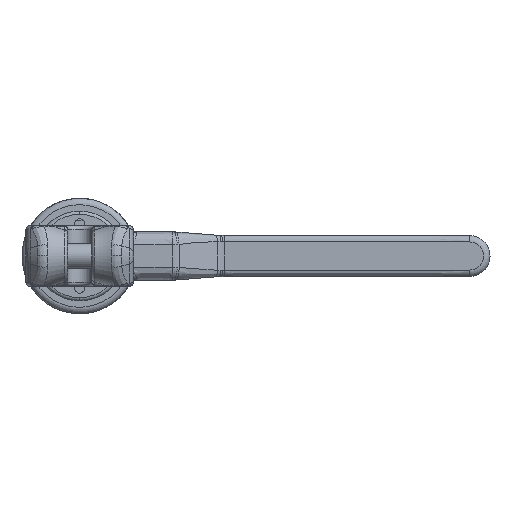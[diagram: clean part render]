
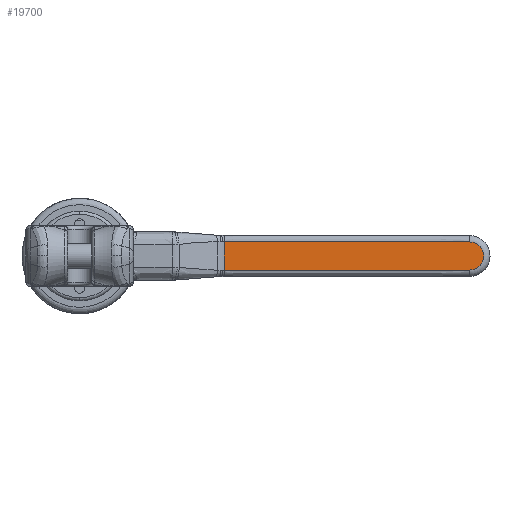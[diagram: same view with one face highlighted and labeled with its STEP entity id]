
A CAD part, left-side view. The second image highlights one B-rep face of the part: STEP entity #19700.
In plain terms, the highlighted face is planar.
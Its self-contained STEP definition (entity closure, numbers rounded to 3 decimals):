
#16920=CARTESIAN_POINT('',(112.801,11.,8.));
#16965=CARTESIAN_POINT('',(304.,11.,8.));
#16966=CARTESIAN_POINT('',(298.746,11.,8.));
#16967=CARTESIAN_POINT('',(288.596,11.,8.));
#16968=CARTESIAN_POINT('',(274.486,11.,8.));
#16969=CARTESIAN_POINT('',(261.38,11.,8.));
#16970=CARTESIAN_POINT('',(249.213,11.,8.));
#16971=CARTESIAN_POINT('',(237.917,11.,8.));
#16972=CARTESIAN_POINT('',(227.429,11.,8.));
#16973=CARTESIAN_POINT('',(217.691,11.,8.));
#16974=CARTESIAN_POINT('',(208.65,11.,8.));
#16975=CARTESIAN_POINT('',(200.256,11.,8.));
#16976=CARTESIAN_POINT('',(192.462,11.,8.));
#16977=CARTESIAN_POINT('',(185.226,11.,8.));
#16978=CARTESIAN_POINT('',(178.507,11.,8.));
#16979=CARTESIAN_POINT('',(172.269,11.,8.));
#16980=CARTESIAN_POINT('',(166.477,11.,8.));
#16981=CARTESIAN_POINT('',(161.1,11.,8.));
#16982=CARTESIAN_POINT('',(156.107,11.,8.));
#16983=CARTESIAN_POINT('',(151.471,11.,8.));
#16984=CARTESIAN_POINT('',(147.167,11.,8.));
#16985=CARTESIAN_POINT('',(143.17,11.,8.));
#16986=CARTESIAN_POINT('',(139.46,11.,8.));
#16987=CARTESIAN_POINT('',(136.015,11.,8.));
#16988=CARTESIAN_POINT('',(132.817,11.,8.));
#16989=CARTESIAN_POINT('',(129.849,11.,8.));
#16990=CARTESIAN_POINT('',(127.094,11.,8.));
#16991=CARTESIAN_POINT('',(124.54,11.,8.));
#16992=CARTESIAN_POINT('',(122.172,11.,8.));
#16993=CARTESIAN_POINT('',(119.98,11.,8.));
#16994=CARTESIAN_POINT('',(117.953,11.,8.));
#16995=CARTESIAN_POINT('',(116.08,11.,8.));
#16996=CARTESIAN_POINT('',(114.364,10.999,8.));
#16997=CARTESIAN_POINT('',(113.307,11.001,8.));
#16998=CARTESIAN_POINT('',(112.801,11.,8.));
#17000=CARTESIAN_POINT('',(304.,0.,8.));
#17001=DIRECTION('',(0.,0.,1.));
#17002=DIRECTION('',(0.,-1.,0.));
#17003=AXIS2_PLACEMENT_3D('',#17000,#17001,#17002);
#17005=CARTESIAN_POINT('',(112.801,-11.,
8.));
#17006=CARTESIAN_POINT('',(113.309,-11.001,
8.));
#17007=CARTESIAN_POINT('',(114.371,-10.999,
8.));
#17008=CARTESIAN_POINT('',(116.09,-11.,
8.));
#17009=CARTESIAN_POINT('',(117.961,-11.,
8.));
#17010=CARTESIAN_POINT('',(119.984,-11.,
8.));
#17011=CARTESIAN_POINT('',(122.169,-11.,
8.));
#17012=CARTESIAN_POINT('',(124.529,-11.,8.));
#17013=CARTESIAN_POINT('',(127.074,-11.,8.));
#17014=CARTESIAN_POINT('',(129.818,-11.,8.));
#17015=CARTESIAN_POINT('',(132.776,-11.,8.));
#17016=CARTESIAN_POINT('',(135.963,-11.,8.));
#17017=CARTESIAN_POINT('',(139.397,-11.,8.));
#17018=CARTESIAN_POINT('',(143.097,-11.,8.));
#17019=CARTESIAN_POINT('',(147.082,-11.,8.));
#17020=CARTESIAN_POINT('',(151.377,-11.,8.));
#17021=CARTESIAN_POINT('',(156.003,-11.,8.));
#17022=CARTESIAN_POINT('',(160.987,-11.,8.));
#17023=CARTESIAN_POINT('',(166.356,-11.,8.));
#17024=CARTESIAN_POINT('',(172.141,-11.,8.));
#17025=CARTESIAN_POINT('',(178.373,-11.,8.));
#17026=CARTESIAN_POINT('',(185.087,-11.,8.));
#17027=CARTESIAN_POINT('',(192.32,-11.,8.));
#17028=CARTESIAN_POINT('',(200.112,-11.,8.));
#17029=CARTESIAN_POINT('',(208.508,-11.,8.));
#17030=CARTESIAN_POINT('',(217.552,-11.,8.));
#17031=CARTESIAN_POINT('',(227.297,-11.,8.));
#17032=CARTESIAN_POINT('',(237.795,-11.,8.));
#17033=CARTESIAN_POINT('',(249.105,-11.,8.));
#17034=CARTESIAN_POINT('',(261.29,-11.,8.));
#17035=CARTESIAN_POINT('',(274.42,-11.,8.));
#17036=CARTESIAN_POINT('',(288.559,-11.,8.));
#17037=CARTESIAN_POINT('',(298.733,-11.,8.));
#17038=CARTESIAN_POINT('',(304.,-11.,8.));
#17040=DIRECTION('',(0.,-1.,0.));
#17041=VECTOR('',#17040,22.);
#17042=CARTESIAN_POINT('',(112.801,11.,8.));
#17043=LINE('',#17042,#17041);
#17179=VERTEX_POINT('',#16920);
#17181=VERTEX_POINT('',#16965);
#17183=CARTESIAN_POINT('',(304.,-11.,8.));
#17184=VERTEX_POINT('',#17183);
#17187=VERTEX_POINT('',#17005);
#19687=CARTESIAN_POINT('',(350.,-50.,8.));
#19688=DIRECTION('',(0.,0.,-1.));
#19689=DIRECTION('',(-1.,0.,0.));
#19690=AXIS2_PLACEMENT_3D('',#19687,#19688,#19689);
#19691=PLANE('',#19690);
#19692=ORIENTED_EDGE('',*,*,#19678,.F.);
#19694=ORIENTED_EDGE('',*,*,#19693,.F.);
#19696=ORIENTED_EDGE('',*,*,#19695,.F.);
#19697=ORIENTED_EDGE('',*,*,#19459,.F.);
#19698=EDGE_LOOP('',(#19692,#19694,#19696,#19697));
#19699=FACE_OUTER_BOUND('',#19698,.F.);
#19700=ADVANCED_FACE('',(#19699),#19691,.F.);
#16999=B_SPLINE_CURVE_WITH_KNOTS('',3,(#16965,#16966,#16967,#16968,#16969,
#16970,#16971,#16972,#16973,#16974,#16975,#16976,#16977,#16978,#16979,#16980,
#16981,#16982,#16983,#16984,#16985,#16986,#16987,#16988,#16989,#16990,#16991,
#16992,#16993,#16994,#16995,#16996,#16997,#16998),.UNSPECIFIED.,.F.,.F.,(4,1,1,
1,1,1,1,1,1,1,1,1,1,1,1,1,1,1,1,1,1,1,1,1,1,1,1,1,1,1,1,4),(0.,
0.032,0.065,0.097,0.129,
0.161,0.194,0.226,0.258,
0.29,0.323,0.355,0.387,
0.419,0.452,0.484,0.516,
0.548,0.581,0.613,0.645,
0.677,0.71,0.742,0.774,
0.806,0.839,0.871,0.903,
0.935,0.968,1.),.UNSPECIFIED.);
#17004=CIRCLE('',#17003,11.);
#17039=B_SPLINE_CURVE_WITH_KNOTS('',3,(#17005,#17006,#17007,#17008,#17009,
#17010,#17011,#17012,#17013,#17014,#17015,#17016,#17017,#17018,#17019,#17020,
#17021,#17022,#17023,#17024,#17025,#17026,#17027,#17028,#17029,#17030,#17031,
#17032,#17033,#17034,#17035,#17036,#17037,#17038),.UNSPECIFIED.,.F.,.F.,(4,1,1,
1,1,1,1,1,1,1,1,1,1,1,1,1,1,1,1,1,1,1,1,1,1,1,1,1,1,1,1,4),(0.,
0.032,0.065,0.097,0.129,
0.161,0.194,0.226,0.258,
0.29,0.323,0.355,0.387,
0.419,0.452,0.484,0.516,
0.548,0.581,0.613,0.645,
0.677,0.71,0.742,0.774,
0.806,0.839,0.871,0.903,
0.935,0.968,1.),.UNSPECIFIED.);
#19459=EDGE_CURVE('',#17179,#17187,#17043,.T.);
#19678=EDGE_CURVE('',#17181,#17179,#16999,.T.);
#19693=EDGE_CURVE('',#17184,#17181,#17004,.T.);
#19695=EDGE_CURVE('',#17187,#17184,#17039,.T.);
